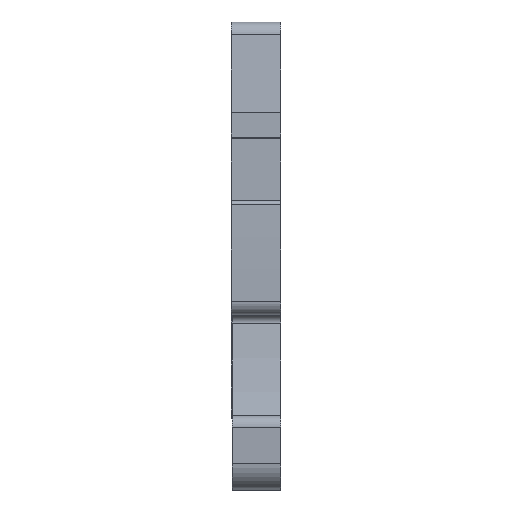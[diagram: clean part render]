
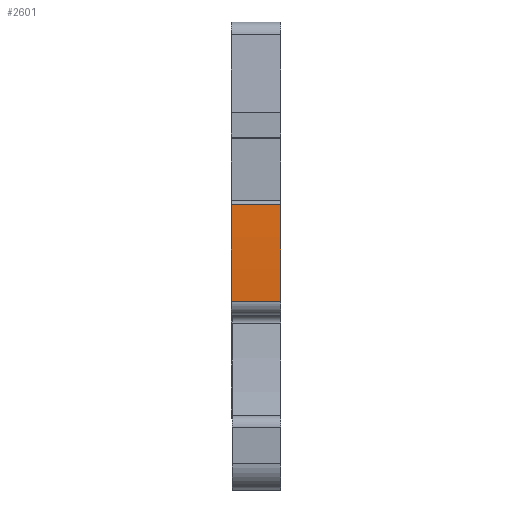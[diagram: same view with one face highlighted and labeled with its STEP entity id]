
A CAD part, front view. The second image highlights one B-rep face of the part: STEP entity #2601.
In plain terms, the highlighted cylindrical face has radius 122.182 mm (diameter 244.364 mm), a partial arc.
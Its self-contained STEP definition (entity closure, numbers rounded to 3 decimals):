
#224=AXIS2_PLACEMENT_3D('Circle Axis2P3D',#222,#223,$) ;
#2581=AXIS2_PLACEMENT_3D('Cylinder Axis2P3D',#2578,#2579,#2580) ;
#2585=AXIS2_PLACEMENT_3D('Circle Axis2P3D',#2583,#2584,$) ;
#219=CARTESIAN_POINT('Vertex',(3.5,1.518,20.35)) ;
#222=CARTESIAN_POINT('Axis2P3D Location',(3.5,123.656,17.05)) ;
#226=CARTESIAN_POINT('Vertex',(3.5,1.528,13.42)) ;
#2563=CARTESIAN_POINT('Vertex',(0.,1.518,20.35)) ;
#2566=CARTESIAN_POINT('Line Origine',(1.75,1.518,20.35)) ;
#2578=CARTESIAN_POINT('Axis2P3D Location',(1.75,123.656,17.05)) ;
#2583=CARTESIAN_POINT('Axis2P3D Location',(0.,123.656,17.05)) ;
#2587=CARTESIAN_POINT('Vertex',(0.,1.528,13.42)) ;
#2590=CARTESIAN_POINT('Line Origine',(3.5,1.528,13.42)) ;
#223=DIRECTION('Axis2P3D Direction',(1.,0.,0.)) ;
#2567=DIRECTION('Vector Direction',(-1.,0.,0.)) ;
#2579=DIRECTION('Axis2P3D Direction',(1.,0.,0.)) ;
#2580=DIRECTION('Axis2P3D XDirection',(0.,-0.992,0.126)) ;
#2584=DIRECTION('Axis2P3D Direction',(1.,0.,0.)) ;
#2591=DIRECTION('Vector Direction',(1.,0.,0.)) ;
#2568=VECTOR('Line Direction',#2567,1.) ;
#2592=VECTOR('Line Direction',#2591,1.) ;
#2596=ORIENTED_EDGE('',*,*,#2589,.T.) ;
#2597=ORIENTED_EDGE('',*,*,#2594,.F.) ;
#2598=ORIENTED_EDGE('',*,*,#228,.F.) ;
#2599=ORIENTED_EDGE('',*,*,#2570,.T.) ;
#2601=ADVANCED_FACE('V1',(#2600),#2582,.T.) ;
#225=CIRCLE('generated circle',#224,122.182) ;
#2586=CIRCLE('generated circle',#2585,122.182) ;
#2582=CYLINDRICAL_SURFACE('generated cylinder',#2581,122.182) ;
#228=EDGE_CURVE('',#220,#227,#225,.T.) ;
#2570=EDGE_CURVE('',#220,#2564,#2569,.T.) ;
#2589=EDGE_CURVE('',#2564,#2588,#2586,.T.) ;
#2594=EDGE_CURVE('',#227,#2588,#2593,.F.) ;
#2595=EDGE_LOOP('',(#2596,#2597,#2598,#2599)) ;
#2600=FACE_OUTER_BOUND('',#2595,.T.) ;
#2569=LINE('Line',#2566,#2568) ;
#2593=LINE('Line',#2590,#2592) ;
#220=VERTEX_POINT('',#219) ;
#227=VERTEX_POINT('',#226) ;
#2564=VERTEX_POINT('',#2563) ;
#2588=VERTEX_POINT('',#2587) ;
